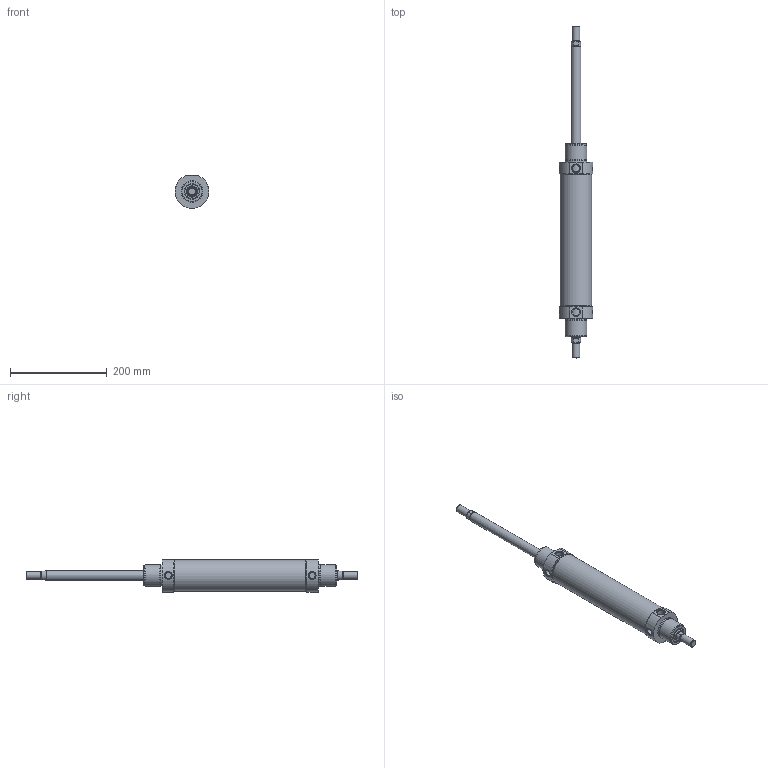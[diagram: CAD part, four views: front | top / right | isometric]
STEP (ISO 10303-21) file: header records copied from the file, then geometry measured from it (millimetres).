
FILE_DESCRIPTION((''),'2;1');
FILE_NAME('IDMP063.200.GS.M.stp','2014-07-15T14:44:35',('carlo.corazza'),(''),'Autodesk Inventor 2012','Autodesk Inventor 2012','');
FILE_SCHEMA(('AUTOMOTIVE_DESIGN { 1 0 10303 214 1 1 1 1 }'));
Length unit declared in the file: millimetre
Products named in the file (5): IDMP063..GS.M; TA; STELO-200; CORPO-200
Assembly tree (5 placements, depth 2):
  IDMP063..GS.M
    TA
    STELO-200  x2
    TA
    CORPO-200
Bounding box: 70 x 688 x 67.75 mm (x, y, z)
Volume: 538182.2 mm3; surface area: 204753.6 mm2
Topology: 5 solids, 9 shells, 176 faces, 348 edges, 224 vertices
Faces by surface type: plane 64, cylinder 54, cone 42, torus 16
Full cylindrical faces by diameter (mm): 12 x2, 12.376 x4, 14.95 x2, 16 x6, 17 x2, 19 x2, 20 x4, 20.8 x2, 20.847 x2, 23 x2, 24 x4, 30 x6, 43 x4, 45 x4, 63 x1, 65.4 x1, 65.5 x2
Entity records: 3869 total; most frequent: CARTESIAN_POINT 781, DIRECTION 642, ORIENTED_EDGE 358, AXIS2_PLACEMENT_3D 312, EDGE_LOOP 294, EDGE_CURVE 179, VERTEX_POINT 165, STYLED_ITEM 161
